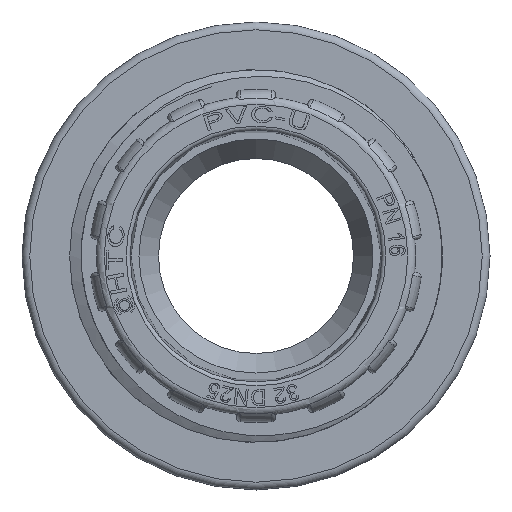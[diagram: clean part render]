
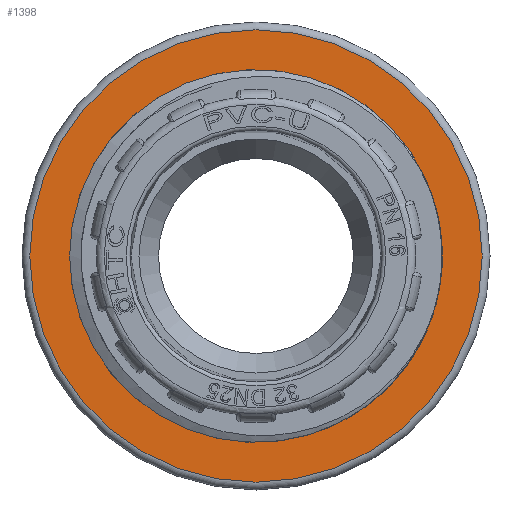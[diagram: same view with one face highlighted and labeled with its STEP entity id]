
A CAD part, front view. The second image highlights one B-rep face of the part: STEP entity #1398.
In plain terms, the highlighted planar face has unit normal (0, -1, 0).
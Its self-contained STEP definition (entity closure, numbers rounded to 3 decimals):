
#1398=ADVANCED_FACE('',(#3946,#3947),#2219,.T.);
#2219=PLANE('',#15414);
#3946=FACE_BOUND('',#4113,.T.);
#3947=FACE_BOUND('',#4114,.T.);
#4113=EDGE_LOOP('',(#7139));
#4114=EDGE_LOOP('',(#7140));
#7139=ORIENTED_EDGE('',*,*,#13051,.T.);
#7140=ORIENTED_EDGE('',*,*,#13050,.T.);
#11540=VERTEX_POINT('',#23514);
#11541=VERTEX_POINT('',#24029);
#13050=EDGE_CURVE('',#11540,#11540,#15012,.T.);
#13051=EDGE_CURVE('',#11541,#11541,#15013,.T.);
#15012=CIRCLE('',#15411,23.902);
#15013=CIRCLE('',#15413,29.);
#15411=AXIS2_PLACEMENT_3D('',#23513,#16541,#16542);
#15413=AXIS2_PLACEMENT_3D('',#24028,#16545,#16546);
#15414=AXIS2_PLACEMENT_3D('',#24030,#16547,#16548);
#16541=DIRECTION('',(0.,1.,0.));
#16542=DIRECTION('',(-1.,0.,0.));
#16545=DIRECTION('',(0.,-1.,0.));
#16546=DIRECTION('',(-1.,0.,0.));
#16547=DIRECTION('',(0.,-1.,0.));
#16548=DIRECTION('',(-1.,0.,0.));
#23513=CARTESIAN_POINT('',(578.727,584.144,0.));
#23514=CARTESIAN_POINT('',(554.826,584.144,0.));
#24028=CARTESIAN_POINT('',(578.727,584.144,0.));
#24029=CARTESIAN_POINT('',(549.727,584.144,0.));
#24030=CARTESIAN_POINT('',(578.727,584.144,0.));
